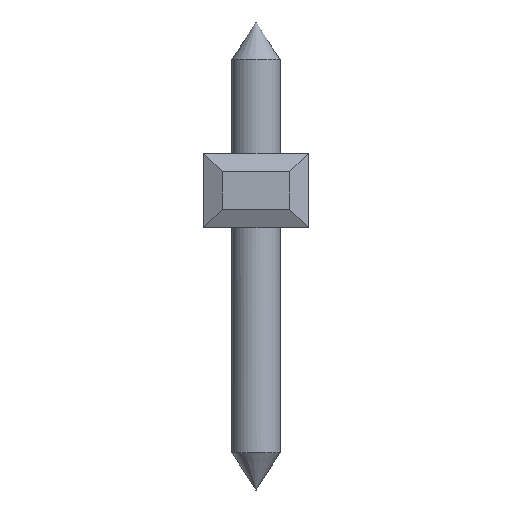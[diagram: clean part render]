
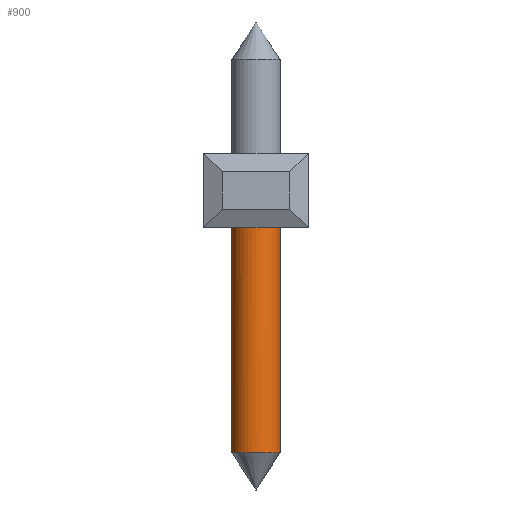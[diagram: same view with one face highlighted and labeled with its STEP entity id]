
A CAD part, left-side view. The second image highlights one B-rep face of the part: STEP entity #900.
In plain terms, the highlighted cylindrical face has radius 0.65 mm (diameter 1.3 mm), a full revolution.
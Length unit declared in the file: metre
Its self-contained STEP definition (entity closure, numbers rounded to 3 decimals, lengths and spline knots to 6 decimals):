
#900=ADVANCED_FACE('',(#1853,#1854),#1855,.T.);
#1853=FACE_OUTER_BOUND('',#2808,.T.);
#1854=FACE_OUTER_BOUND('',#2809,.T.);
#1855=CYLINDRICAL_SURFACE('',#2810,0.00065);
#2808=EDGE_LOOP('',(#5331));
#2809=EDGE_LOOP('',(#5332));
#2810=AXIS2_PLACEMENT_3D('',#5333,#5334,#5335);
#5331=ORIENTED_EDGE('',*,*,#6254,.F.);
#5332=ORIENTED_EDGE('',*,*,#5430,.F.);
#5333=CARTESIAN_POINT('',(-0.00435,-0.03326,0.0025));
#5334=DIRECTION('',(0.0,0.,-1.0));
#5335=DIRECTION('',(-1.0,0.0,0.0));
#5430=EDGE_CURVE('',#6423,#6423,#6424,.T.);
#6254=EDGE_CURVE('',#7599,#7599,#7600,.T.);
#6423=VERTEX_POINT('',#7805);
#6424=CIRCLE('',#7806,0.00065);
#7599=VERTEX_POINT('',#9550);
#7600=CIRCLE('',#9551,0.00065);
#7805=CARTESIAN_POINT('',(-0.00396,-0.03274,-0.008));
#7806=AXIS2_PLACEMENT_3D('',#9783,#9784,#9785);
#9550=CARTESIAN_POINT('',(-0.00435,-0.03391,-0.0018));
#9551=AXIS2_PLACEMENT_3D('',#10406,#10407,#10408);
#9783=CARTESIAN_POINT('',(-0.00435,-0.03326,-0.008));
#9784=DIRECTION('',(0.,0.,-1.0));
#9785=DIRECTION('',(0.6,0.8,0.));
#10406=CARTESIAN_POINT('',(-0.00435,-0.03326,-0.0018));
#10407=DIRECTION('',(0.0,0.,1.0));
#10408=DIRECTION('',(0.0,-1.0,0.));
